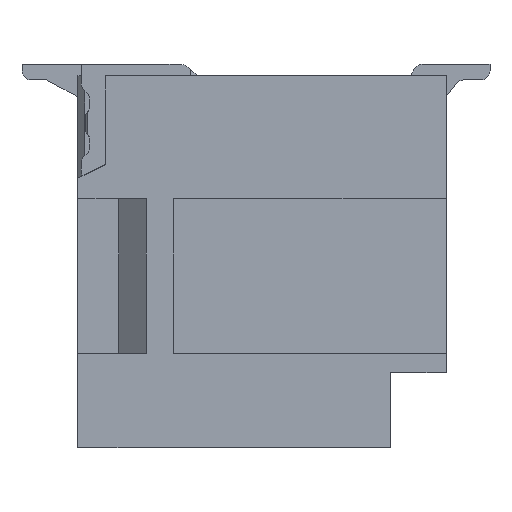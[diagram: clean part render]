
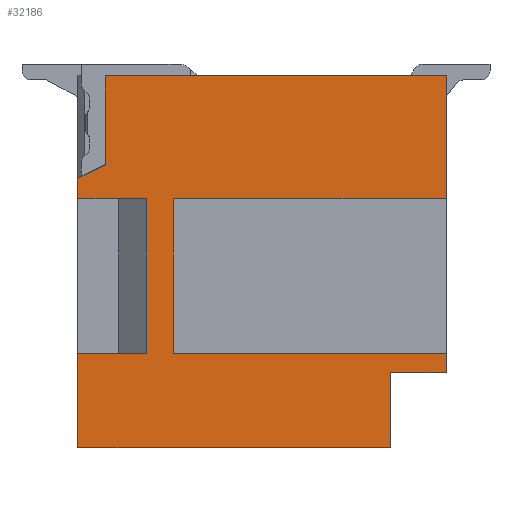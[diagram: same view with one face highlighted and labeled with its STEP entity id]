
A CAD part, front view. The second image highlights one B-rep face of the part: STEP entity #32186.
In plain terms, the highlighted planar face has unit normal (0, -1, 0).
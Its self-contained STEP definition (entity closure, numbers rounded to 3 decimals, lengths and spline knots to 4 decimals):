
#233 = DIRECTION ( 'NONE',  ( 0., 0., 1. ) ) ;
#1131 = DIRECTION ( 'NONE',  ( 0., 0., -1. ) ) ;
#4397 = EDGE_CURVE ( 'NONE', #129678, #106702, #144927, .T. ) ;
#5029 = ORIENTED_EDGE ( 'NONE', *, *, #87249, .F. ) ;
#5822 = VERTEX_POINT ( 'NONE', #56173 ) ;
#5955 = LINE ( 'NONE', #66748, #55733 ) ;
#7308 = CARTESIAN_POINT ( 'NONE',  ( 0.4, -16.5, 0. ) ) ;
#9319 = VERTEX_POINT ( 'NONE', #87539 ) ;
#9364 = LINE ( 'NONE', #145749, #111432 ) ;
#10358 = VECTOR ( 'NONE', #27762, 1000. ) ;
#10665 = VECTOR ( 'NONE', #109797, 1000. ) ;
#10884 = ORIENTED_EDGE ( 'NONE', *, *, #51069, .F. ) ;
#11006 = LINE ( 'NONE', #28945, #61994 ) ;
#12631 = EDGE_CURVE ( 'NONE', #77999, #21828, #76807, .T. ) ;
#13985 = CARTESIAN_POINT ( 'NONE',  ( 5.4, -16.5, 0.12 ) ) ;
#15477 = CARTESIAN_POINT ( 'NONE',  ( 5.4, -16.5, -4.35 ) ) ;
#15564 = EDGE_CURVE ( 'NONE', #34684, #28380, #11006, .T. ) ;
#16238 = EDGE_CURVE ( 'NONE', #99590, #139076, #23300, .T. ) ;
#21031 = CARTESIAN_POINT ( 'NONE',  ( 5.4, -16.5, 0. ) ) ;
#21327 = LINE ( 'NONE', #126018, #69302 ) ;
#21828 = VERTEX_POINT ( 'NONE', #55463 ) ;
#22239 = CARTESIAN_POINT ( 'NONE',  ( 0., -16.5, -4.07 ) ) ;
#22551 = VECTOR ( 'NONE', #49470, 1000. ) ;
#22593 = VECTOR ( 'NONE', #38308, 1000. ) ;
#23300 = LINE ( 'NONE', #13985, #22551 ) ;
#24169 = EDGE_CURVE ( 'NONE', #129572, #132409, #76593, .T. ) ;
#25511 = DIRECTION ( 'NONE',  ( -1., 0., 0. ) ) ;
#27762 = DIRECTION ( 'NONE',  ( 0.894, 0., 0.447 ) ) ;
#28380 = VERTEX_POINT ( 'NONE', #41273 ) ;
#28945 = CARTESIAN_POINT ( 'NONE',  ( 1.4, -16.5, -1.68 ) ) ;
#29124 = DIRECTION ( 'NONE',  ( 0., 0., -1. ) ) ;
#30251 = VERTEX_POINT ( 'NONE', #49932 ) ;
#30560 = LINE ( 'NONE', #75912, #127601 ) ;
#31190 = CARTESIAN_POINT ( 'NONE',  ( 0., -16.5, -5.45 ) ) ;
#32020 = CARTESIAN_POINT ( 'NONE',  ( 5.4, -16.5, -1.8 ) ) ;
#32186 = ADVANCED_FACE ( 'NONE', ( #140967 ), #116657, .F. ) ;
#32568 = CARTESIAN_POINT ( 'NONE',  ( 0.4, -16.5, -1.42 ) ) ;
#33086 = LINE ( 'NONE', #58973, #34859 ) ;
#34684 = VERTEX_POINT ( 'NONE', #64511 ) ;
#34859 = VECTOR ( 'NONE', #25511, 1000. ) ;
#36589 = CARTESIAN_POINT ( 'NONE',  ( -0.12, -16.5, 0. ) ) ;
#37543 = ORIENTED_EDGE ( 'NONE', *, *, #136522, .F. ) ;
#37970 = VERTEX_POINT ( 'NONE', #7308 ) ;
#38245 = ORIENTED_EDGE ( 'NONE', *, *, #100766, .F. ) ;
#38308 = DIRECTION ( 'NONE',  ( 1., 0., 0. ) ) ;
#41273 = CARTESIAN_POINT ( 'NONE',  ( 1.4, -16.5, -4.07 ) ) ;
#43400 = ORIENTED_EDGE ( 'NONE', *, *, #24169, .F. ) ;
#44270 = DIRECTION ( 'NONE',  ( 0., 0., 1. ) ) ;
#45332 = VECTOR ( 'NONE', #1131, 1000. ) ;
#46024 = VECTOR ( 'NONE', #81997, 1000. ) ;
#46444 = LINE ( 'NONE', #32568, #145987 ) ;
#49186 = DIRECTION ( 'NONE',  ( -1., 0., 0. ) ) ;
#49470 = DIRECTION ( 'NONE',  ( 0., 0., -1. ) ) ;
#49932 = CARTESIAN_POINT ( 'NONE',  ( 4.58, -16.5, -4.35 ) ) ;
#50101 = ORIENTED_EDGE ( 'NONE', *, *, #16238, .F. ) ;
#51069 = EDGE_CURVE ( 'NONE', #151874, #37970, #46444, .T. ) ;
#51611 = ORIENTED_EDGE ( 'NONE', *, *, #4397, .F. ) ;
#52472 = CARTESIAN_POINT ( 'NONE',  ( -0.1073, -16.5, -1.5537 ) ) ;
#55463 = CARTESIAN_POINT ( 'NONE',  ( 1., -16.5, -4.07 ) ) ;
#55733 = VECTOR ( 'NONE', #29124, 1000. ) ;
#56173 = CARTESIAN_POINT ( 'NONE',  ( 1., -16.5, -1.8 ) ) ;
#58798 = AXIS2_PLACEMENT_3D ( 'NONE', #150123, #138206, #114553 ) ;
#58973 = CARTESIAN_POINT ( 'NONE',  ( -0.12, -16.5, -1.8 ) ) ;
#60282 = ORIENTED_EDGE ( 'NONE', *, *, #92783, .F. ) ;
#60858 = LINE ( 'NONE', #106358, #64941 ) ;
#61994 = VECTOR ( 'NONE', #135520, 1000. ) ;
#64214 = LINE ( 'NONE', #98015, #10665 ) ;
#64511 = CARTESIAN_POINT ( 'NONE',  ( 1.4, -16.5, -1.8 ) ) ;
#64941 = VECTOR ( 'NONE', #103321, 1000. ) ;
#66748 = CARTESIAN_POINT ( 'NONE',  ( 4.58, -16.5, -4.23 ) ) ;
#69302 = VECTOR ( 'NONE', #137756, 1000. ) ;
#73626 = EDGE_CURVE ( 'NONE', #5822, #140539, #21327, .T. ) ;
#75912 = CARTESIAN_POINT ( 'NONE',  ( 5.52, -16.5, -4.07 ) ) ;
#76593 = LINE ( 'NONE', #118540, #78917 ) ;
#76807 = LINE ( 'NONE', #108456, #22593 ) ;
#77999 = VERTEX_POINT ( 'NONE', #22239 ) ;
#78917 = VECTOR ( 'NONE', #142116, 1000. ) ;
#81997 = DIRECTION ( 'NONE',  ( 1., 0., 0. ) ) ;
#82566 = EDGE_LOOP ( 'NONE', ( #94755, #123421, #5029, #85839, #143262, #43400, #133155, #38245, #50101, #114400, #84719, #37543, #51611, #88797, #10884, #60282 ) ) ;
#84719 = ORIENTED_EDGE ( 'NONE', *, *, #15564, .F. ) ;
#85839 = ORIENTED_EDGE ( 'NONE', *, *, #12631, .F. ) ;
#87249 = EDGE_CURVE ( 'NONE', #21828, #5822, #64214, .T. ) ;
#87539 = CARTESIAN_POINT ( 'NONE',  ( 0., -16.5, -1.5 ) ) ;
#88651 = LINE ( 'NONE', #95516, #89898 ) ;
#88797 = ORIENTED_EDGE ( 'NONE', *, *, #124922, .F. ) ;
#89898 = VECTOR ( 'NONE', #49186, 1000. ) ;
#92783 = EDGE_CURVE ( 'NONE', #9319, #151874, #115798, .T. ) ;
#93092 = EDGE_CURVE ( 'NONE', #140539, #9319, #60858, .T. ) ;
#94755 = ORIENTED_EDGE ( 'NONE', *, *, #93092, .F. ) ;
#95516 = CARTESIAN_POINT ( 'NONE',  ( 5.52, -16.5, -4.35 ) ) ;
#97099 = LINE ( 'NONE', #36589, #46024 ) ;
#98015 = CARTESIAN_POINT ( 'NONE',  ( 1., -16.5, -1.68 ) ) ;
#99590 = VERTEX_POINT ( 'NONE', #128703 ) ;
#99667 = DIRECTION ( 'NONE',  ( 1., 0., 0. ) ) ;
#100766 = EDGE_CURVE ( 'NONE', #139076, #30251, #88651, .T. ) ;
#102116 = EDGE_CURVE ( 'NONE', #30251, #129572, #5955, .T. ) ;
#102800 = CARTESIAN_POINT ( 'NONE',  ( 4.58, -16.5, -5.45 ) ) ;
#103321 = DIRECTION ( 'NONE',  ( 0., 0., 1. ) ) ;
#104747 = EDGE_CURVE ( 'NONE', #132409, #77999, #9364, .T. ) ;
#106358 = CARTESIAN_POINT ( 'NONE',  ( 0., -16.5, -5.57 ) ) ;
#106601 = CARTESIAN_POINT ( 'NONE',  ( 5.4, -16.5, 0.12 ) ) ;
#106702 = VERTEX_POINT ( 'NONE', #32020 ) ;
#107753 = CARTESIAN_POINT ( 'NONE',  ( 0., -16.5, -1.8 ) ) ;
#108456 = CARTESIAN_POINT ( 'NONE',  ( 5.52, -16.5, -4.07 ) ) ;
#109797 = DIRECTION ( 'NONE',  ( 0., 0., 1. ) ) ;
#111432 = VECTOR ( 'NONE', #44270, 1000. ) ;
#114400 = ORIENTED_EDGE ( 'NONE', *, *, #118000, .F. ) ;
#114553 = DIRECTION ( 'NONE',  ( 1., 0., 0. ) ) ;
#115798 = LINE ( 'NONE', #52472, #10358 ) ;
#116657 = PLANE ( 'NONE',  #58798 ) ;
#118000 = EDGE_CURVE ( 'NONE', #28380, #99590, #30560, .T. ) ;
#118540 = CARTESIAN_POINT ( 'NONE',  ( 4.7, -16.5, -5.45 ) ) ;
#121719 = CARTESIAN_POINT ( 'NONE',  ( 0.4, -16.5, -1.3 ) ) ;
#123421 = ORIENTED_EDGE ( 'NONE', *, *, #73626, .F. ) ;
#124922 = EDGE_CURVE ( 'NONE', #37970, #129678, #97099, .T. ) ;
#126018 = CARTESIAN_POINT ( 'NONE',  ( -0.12, -16.5, -1.8 ) ) ;
#127601 = VECTOR ( 'NONE', #99667, 1000. ) ;
#128703 = CARTESIAN_POINT ( 'NONE',  ( 5.4, -16.5, -4.07 ) ) ;
#129572 = VERTEX_POINT ( 'NONE', #102800 ) ;
#129678 = VERTEX_POINT ( 'NONE', #21031 ) ;
#132409 = VERTEX_POINT ( 'NONE', #31190 ) ;
#133155 = ORIENTED_EDGE ( 'NONE', *, *, #102116, .F. ) ;
#135520 = DIRECTION ( 'NONE',  ( 0., 0., -1. ) ) ;
#136522 = EDGE_CURVE ( 'NONE', #106702, #34684, #33086, .T. ) ;
#137756 = DIRECTION ( 'NONE',  ( -1., 0., 0. ) ) ;
#138206 = DIRECTION ( 'NONE',  ( 0., 1., 0. ) ) ;
#139076 = VERTEX_POINT ( 'NONE', #15477 ) ;
#140539 = VERTEX_POINT ( 'NONE', #107753 ) ;
#140967 = FACE_OUTER_BOUND ( 'NONE', #82566, .T. ) ;
#142116 = DIRECTION ( 'NONE',  ( -1., 0., 0. ) ) ;
#143262 = ORIENTED_EDGE ( 'NONE', *, *, #104747, .F. ) ;
#144927 = LINE ( 'NONE', #106601, #45332 ) ;
#145749 = CARTESIAN_POINT ( 'NONE',  ( 0., -16.5, -5.57 ) ) ;
#145987 = VECTOR ( 'NONE', #233, 1000. ) ;
#150123 = CARTESIAN_POINT ( 'NONE',  ( -0.12, -16.5, 0.12 ) ) ;
#151874 = VERTEX_POINT ( 'NONE', #121719 ) ;
